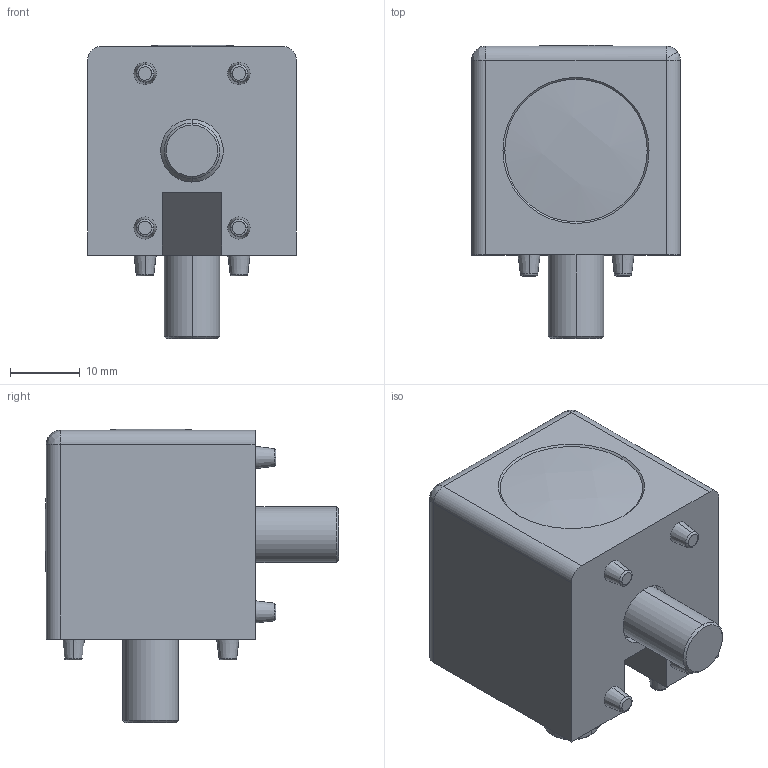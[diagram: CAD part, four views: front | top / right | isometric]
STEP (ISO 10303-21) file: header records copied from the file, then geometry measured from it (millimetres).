
FILE_DESCRIPTION (( 'STEP AP203' ), '1' );
FILE_NAME ('151185.STEP', '2025-01-16T15:39:38', ( '' ), ( '' ), 'SwSTEP 2.0', 'SolidWorks 2024', '' );
FILE_SCHEMA (( 'CONFIG_CONTROL_DESIGN' ));
Length unit declared in the file: millimetre
Products named in the file (1): 151185
Bounding box: 30 x 42.12 x 42.14 mm (x, y, z)
Volume: 20524 mm3; surface area: 10938.2 mm2
Topology: 5 solids, 5 shells, 195 faces, 468 edges, 293 vertices
Faces by surface type: cone 62, plane 53, bspline 43, cylinder 37
Entity records: 7791 total; most frequent: CARTESIAN_POINT 3347, ORIENTED_EDGE 932, DIRECTION 922, EDGE_CURVE 466, AXIS2_PLACEMENT_3D 389, VERTEX_POINT 293, CIRCLE 236, EDGE_LOOP 213
